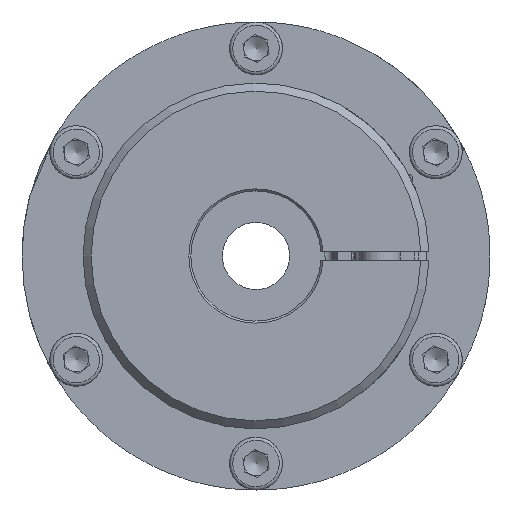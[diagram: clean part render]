
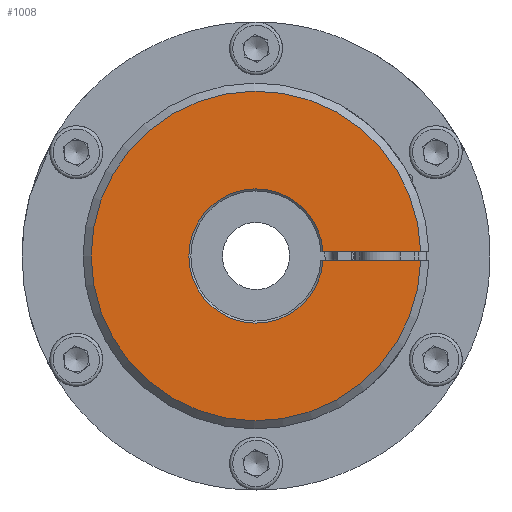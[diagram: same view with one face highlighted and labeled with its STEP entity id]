
A CAD part, left-side view. The second image highlights one B-rep face of the part: STEP entity #1008.
In plain terms, the highlighted planar face has unit normal (-1, 0, 0).
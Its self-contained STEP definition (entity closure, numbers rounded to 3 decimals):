
#1008 = ADVANCED_FACE( '', ( #2487 ), #2488, .F. );
#2487 = FACE_OUTER_BOUND( '', #4538, .T. );
#2488 = PLANE( '', #4539 );
#4538 = EDGE_LOOP( '', ( #7672, #7673, #7674, #7675 ) );
#4539 = AXIS2_PLACEMENT_3D( '', #7676, #7677, #7678 );
#7672 = ORIENTED_EDGE( '', *, *, #12258, .T. );
#7673 = ORIENTED_EDGE( '', *, *, #12259, .T. );
#7674 = ORIENTED_EDGE( '', *, *, #12260, .T. );
#7675 = ORIENTED_EDGE( '', *, *, #12250, .T. );
#7676 = CARTESIAN_POINT( '', ( -73.5, -15.499, 37.417 ) );
#7677 = DIRECTION( '', ( 1., 0., 0. ) );
#7678 = DIRECTION( '', ( 0., 0., 1. ) );
#12250 = EDGE_CURVE( '', #14975, #14973, #14976, .T. );
#12258 = EDGE_CURVE( '', #14973, #14985, #14986, .T. );
#12259 = EDGE_CURVE( '', #14985, #14987, #14988, .T. );
#12260 = EDGE_CURVE( '', #14987, #14975, #14989, .T. );
#14973 = VERTEX_POINT( '', #19545 );
#14975 = VERTEX_POINT( '', #19548 );
#14976 = CIRCLE( '', #19549, 40.5 );
#14985 = VERTEX_POINT( '', #19559 );
#14986 = LINE( '', #19560, #19561 );
#14987 = VERTEX_POINT( '', #19562 );
#14988 = CIRCLE( '', #19563, 16.5 );
#14989 = LINE( '', #19564, #19565 );
#19545 = CARTESIAN_POINT( '', ( -73.5, -40.488, -1. ) );
#19548 = CARTESIAN_POINT( '', ( -73.5, -40.488, 1. ) );
#19549 = AXIS2_PLACEMENT_3D( '', #24122, #24123, #24124 );
#19559 = CARTESIAN_POINT( '', ( -73.5, -16.47, -1. ) );
#19560 = CARTESIAN_POINT( '', ( -73.5, -15.499, -1. ) );
#19561 = VECTOR( '', #24138, 1000. );
#19562 = CARTESIAN_POINT( '', ( -73.5, -16.47, 1. ) );
#19563 = AXIS2_PLACEMENT_3D( '', #24139, #24140, #24141 );
#19564 = CARTESIAN_POINT( '', ( -73.5, -15.499, 1. ) );
#19565 = VECTOR( '', #24142, 1000. );
#24122 = CARTESIAN_POINT( '', ( -73.5, 0., 0. ) );
#24123 = DIRECTION( '', ( -1., 0., 0. ) );
#24124 = DIRECTION( '', ( 0., -0.383, 0.924 ) );
#24138 = DIRECTION( '', ( 0., 1., 0. ) );
#24139 = CARTESIAN_POINT( '', ( -73.5, 0., 0. ) );
#24140 = DIRECTION( '', ( 1., 0., 0. ) );
#24141 = DIRECTION( '', ( 0., 0., -1. ) );
#24142 = DIRECTION( '', ( 0., -1., 0. ) );
